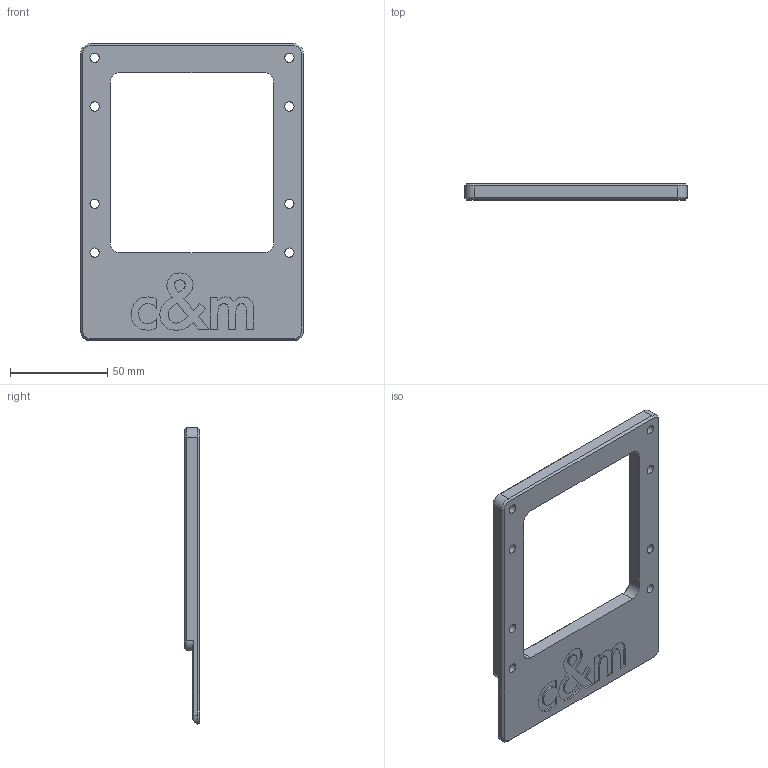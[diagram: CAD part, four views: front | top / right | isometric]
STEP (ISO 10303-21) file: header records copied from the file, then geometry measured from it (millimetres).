
FILE_DESCRIPTION(/* description */ (''),/* implementation_level */ '2;1');
FILE_NAME(/* name */ 'VESA Monitor Spacer 8mm v4 c&m plate.step',/* time_stamp */ '2024-05-12T18:59:00-07:00',/* author */ (''),/* organization */ (''),/* preprocessor_version */ 'ST-DEVELOPER v20',/* originating_system */ 'Autodesk Translation Framework v12.20.1.177',/* authorisation */ '');
FILE_SCHEMA (('AUTOMOTIVE_DESIGN { 1 0 10303 214 3 1 1 }'));
Length unit declared in the file: millimetre
Products named in the file (1): VESA Monitor Spacer 16mm
Bounding box: 114.3 x 8 x 152.1 mm (x, y, z)
Volume: 56776.4 mm3; surface area: 25869 mm2
Topology: 1 solids, 1 shells, 144 faces, 389 edges, 252 vertices
Faces by surface type: plane 53, bspline 52, cone 20, cylinder 19
Full cylindrical faces by diameter (mm): 4.75 x8
Entity records: 5076 total; most frequent: CARTESIAN_POINT 1704, ORIENTED_EDGE 778, DIRECTION 533, EDGE_CURVE 389, VERTEX_POINT 252, LINE 211, VECTOR 211, EDGE_LOOP 167
